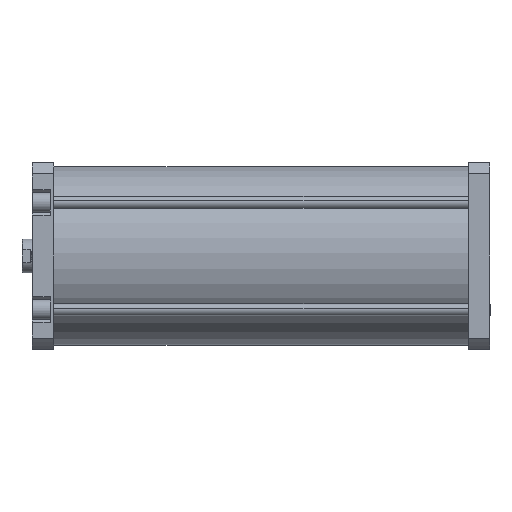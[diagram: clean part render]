
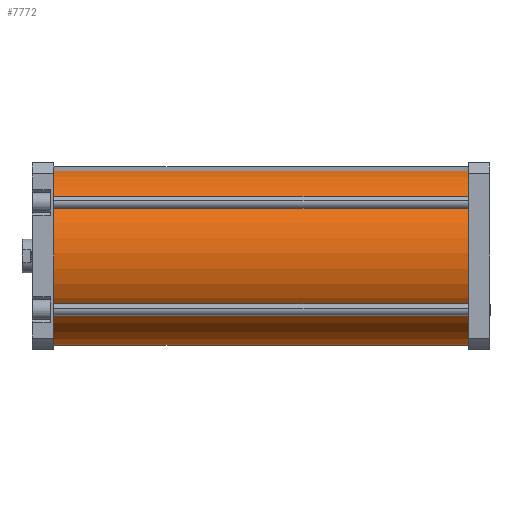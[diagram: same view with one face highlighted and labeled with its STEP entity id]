
A CAD part, front view. The second image highlights one B-rep face of the part: STEP entity #7772.
In plain terms, the highlighted cylindrical face has radius 105 mm (diameter 210 mm), a partial arc.
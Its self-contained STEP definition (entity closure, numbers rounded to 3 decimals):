
#336 = VERTEX_POINT ( 'NONE', #783 ) ;
#433 = CARTESIAN_POINT ( 'NONE',  ( -105., 0., 487. ) ) ;
#575 = VERTEX_POINT ( 'NONE', #962 ) ;
#584 = VERTEX_POINT ( 'NONE', #433 ) ;
#606 = VERTEX_POINT ( 'NONE', #671 ) ;
#671 = CARTESIAN_POINT ( 'NONE',  ( -105., 0., 0. ) ) ;
#783 = CARTESIAN_POINT ( 'NONE',  ( 105., 0., 0. ) ) ;
#962 = CARTESIAN_POINT ( 'NONE',  ( 105., 0., 487. ) ) ;
#2030 = DIRECTION ( 'NONE',  ( -1., 0., 0. ) ) ;
#2031 = DIRECTION ( 'NONE',  ( 0., 0., -1. ) ) ;
#2032 = CARTESIAN_POINT ( 'NONE',  ( 0., 0., 487. ) ) ;
#2424 = AXIS2_PLACEMENT_3D ( 'NONE', #2032, #2031, #2030 ) ;
#2628 = CYLINDRICAL_SURFACE ( 'NONE', #2424, 105. ) ;
#2634 = FACE_OUTER_BOUND ( 'NONE', #6025, .T. ) ;
#3429 = ORIENTED_EDGE ( 'NONE', *, *, #6744, .F. ) ;
#3444 = ORIENTED_EDGE ( 'NONE', *, *, #6749, .F. ) ;
#3482 = ORIENTED_EDGE ( 'NONE', *, *, #6751, .T. ) ;
#3483 = ORIENTED_EDGE ( 'NONE', *, *, #6746, .T. ) ;
#4371 = CARTESIAN_POINT ( 'NONE',  ( -105., 0., 487. ) ) ;
#4376 = CARTESIAN_POINT ( 'NONE',  ( 105., 0., 487. ) ) ;
#4383 = DIRECTION ( 'NONE',  ( 0., 0., -1. ) ) ;
#4387 = DIRECTION ( 'NONE',  ( 0., 0., -1. ) ) ;
#4393 = CARTESIAN_POINT ( 'NONE',  ( 0., 0., 487. ) ) ;
#4394 = CARTESIAN_POINT ( 'NONE',  ( 0., 0., 0. ) ) ;
#4395 = DIRECTION ( 'NONE',  ( 0., 0., 1. ) ) ;
#4396 = DIRECTION ( 'NONE',  ( 1., 0., 0. ) ) ;
#4401 = DIRECTION ( 'NONE',  ( 0., 0., 1. ) ) ;
#4402 = DIRECTION ( 'NONE',  ( 1., 0., 0. ) ) ;
#5221 = VECTOR ( 'NONE', #4387, 1000. ) ;
#5224 = VECTOR ( 'NONE', #4383, 1000. ) ;
#5226 = LINE ( 'NONE', #4376, #5224 ) ;
#5228 = LINE ( 'NONE', #4371, #5221 ) ;
#5233 = CIRCLE ( 'NONE', #7098, 105. ) ;
#5237 = CIRCLE ( 'NONE', #7102, 105. ) ;
#6025 = EDGE_LOOP ( 'NONE', ( #3429, #3444, #3483, #3482 ) ) ;
#6744 = EDGE_CURVE ( 'NONE', #575, #336, #5226, .T. ) ;
#6746 = EDGE_CURVE ( 'NONE', #584, #606, #5228, .T. ) ;
#6749 = EDGE_CURVE ( 'NONE', #584, #575, #5233, .T. ) ;
#6751 = EDGE_CURVE ( 'NONE', #606, #336, #5237, .T. ) ;
#7098 = AXIS2_PLACEMENT_3D ( 'NONE', #4393, #4395, #4396 ) ;
#7102 = AXIS2_PLACEMENT_3D ( 'NONE', #4394, #4401, #4402 ) ;
#7772 = ADVANCED_FACE ( 'NONE', ( #2634 ), #2628, .T. ) ;
